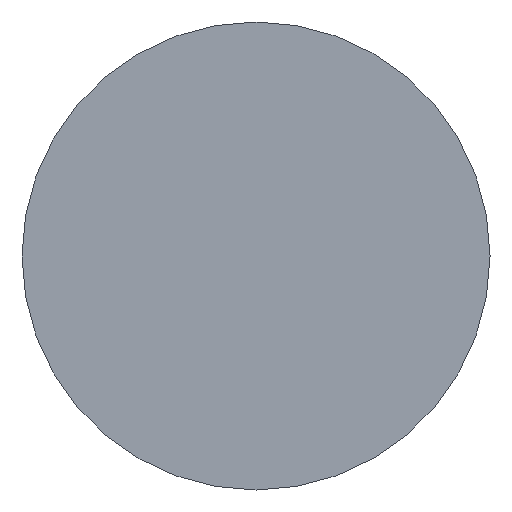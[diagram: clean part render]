
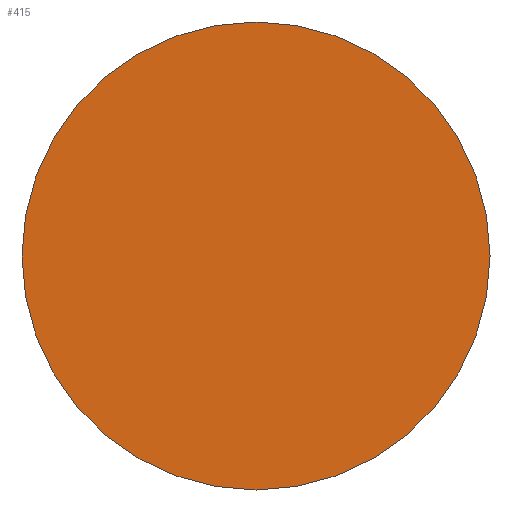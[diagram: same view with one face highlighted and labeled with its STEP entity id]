
A CAD part, front view. The second image highlights one B-rep face of the part: STEP entity #415.
In plain terms, the highlighted planar face has unit normal (0, -1, 0).
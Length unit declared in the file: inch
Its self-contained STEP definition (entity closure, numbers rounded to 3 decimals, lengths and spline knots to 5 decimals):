
#50=PLANE('',#497);
#70=FACE_OUTER_BOUND('',#97,.T.);
#97=EDGE_LOOP('',(#387,#388));
#150=CIRCLE('',#495,0.10827);
#151=CIRCLE('',#496,0.10827);
#201=VERTEX_POINT('',#1432);
#202=VERTEX_POINT('',#1433);
#262=EDGE_CURVE('',#201,#202,#150,.T.);
#263=EDGE_CURVE('',#202,#201,#151,.T.);
#387=ORIENTED_EDGE('',*,*,#262,.T.);
#388=ORIENTED_EDGE('',*,*,#263,.T.);
#415=ADVANCED_FACE('',(#70),#50,.T.);
#495=AXIS2_PLACEMENT_3D('',#1434,#625,#626);
#496=AXIS2_PLACEMENT_3D('',#1435,#627,#628);
#497=AXIS2_PLACEMENT_3D('',#1437,#630,#631);
#625=DIRECTION('center_axis',(0.,-1.,0.));
#626=DIRECTION('ref_axis',(0.,0.,-1.));
#627=DIRECTION('center_axis',(0.,-1.,0.));
#628=DIRECTION('ref_axis',(0.,0.,-1.));
#630=DIRECTION('center_axis',(0.,-1.,0.));
#631=DIRECTION('ref_axis',(0.,0.,-1.));
#1432=CARTESIAN_POINT('',(0.,0.,-0.10827));
#1433=CARTESIAN_POINT('',(0.,0.,0.10827));
#1434=CARTESIAN_POINT('Origin',(0.,0.,0.));
#1435=CARTESIAN_POINT('Origin',(0.,0.,0.));
#1437=CARTESIAN_POINT('Origin',(0.,0.,0.));
